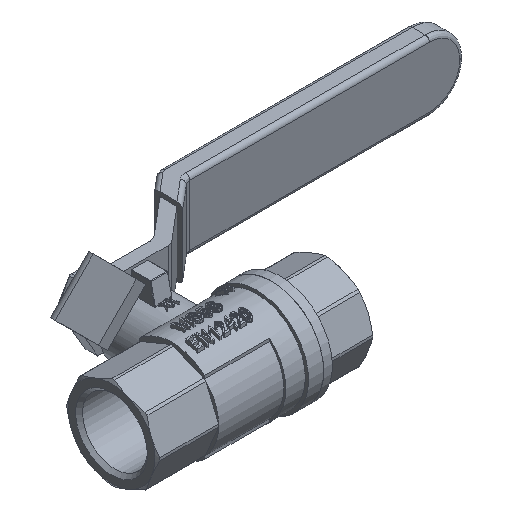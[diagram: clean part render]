
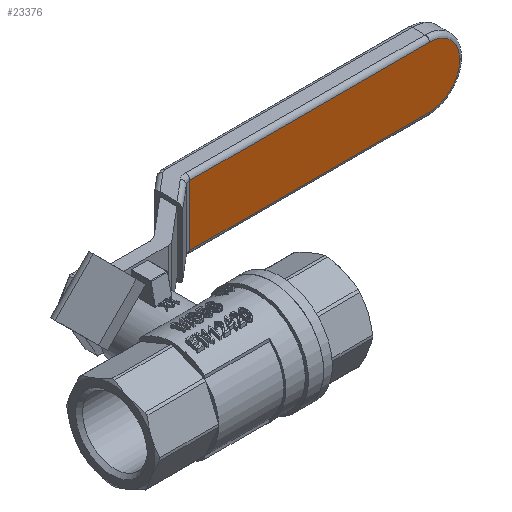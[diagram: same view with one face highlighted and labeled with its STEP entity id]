
A CAD part, isometric view. The second image highlights one B-rep face of the part: STEP entity #23376.
In plain terms, the highlighted planar face has unit normal (0, -1, 0).
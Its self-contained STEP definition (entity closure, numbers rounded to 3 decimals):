
#3122=LINE('',#51015,#4649);
#3123=LINE('',#51017,#4650);
#3124=LINE('',#51019,#4651);
#4649=VECTOR('',#42300,1000.);
#4650=VECTOR('',#42301,1000.);
#4651=VECTOR('',#42302,1000.);
#5869=PLANE('',#34602);
#12508=ORIENTED_EDGE('',*,*,#16319,.F.);
#12509=ORIENTED_EDGE('',*,*,#16320,.F.);
#12510=ORIENTED_EDGE('',*,*,#16321,.T.);
#12511=ORIENTED_EDGE('',*,*,#16322,.T.);
#12512=ORIENTED_EDGE('',*,*,#16323,.T.);
#16319=EDGE_CURVE('',#18776,#18777,#19213,.T.);
#16320=EDGE_CURVE('',#18778,#18776,#19214,.T.);
#16321=EDGE_CURVE('',#18778,#18779,#3122,.T.);
#16322=EDGE_CURVE('',#18779,#18780,#3123,.T.);
#16323=EDGE_CURVE('',#18780,#18777,#3124,.T.);
#18776=VERTEX_POINT('',#51011);
#18777=VERTEX_POINT('',#51012);
#18778=VERTEX_POINT('',#51014);
#18779=VERTEX_POINT('',#51016);
#18780=VERTEX_POINT('',#51018);
#19213=CIRCLE('',#34603,7.);
#19214=CIRCLE('',#34604,7.);
#20548=EDGE_LOOP('',(#12508,#12509,#12510,#12511,#12512));
#21958=FACE_BOUND('',#20548,.T.);
#23376=ADVANCED_FACE('',(#21958),#5869,.T.);
#34602=AXIS2_PLACEMENT_3D('',#51009,#42294,#42295);
#34603=AXIS2_PLACEMENT_3D('',#51010,#42296,#42297);
#34604=AXIS2_PLACEMENT_3D('',#51013,#42298,#42299);
#42294=DIRECTION('',(0.,-1.,0.));
#42295=DIRECTION('',(-1.,0.,0.));
#42296=DIRECTION('',(0.,1.,0.));
#42297=DIRECTION('',(1.,0.,0.));
#42298=DIRECTION('',(0.,1.,0.));
#42299=DIRECTION('',(0.,0.,1.));
#42300=DIRECTION('',(-1.,0.,0.));
#42301=DIRECTION('',(0.,0.,-1.));
#42302=DIRECTION('',(1.,0.,0.));
#51009=CARTESIAN_POINT('',(87.5,39.5,-14.));
#51010=CARTESIAN_POINT('',(79.5,39.5,-14.));
#51011=CARTESIAN_POINT('',(86.5,39.5,-14.));
#51012=CARTESIAN_POINT('',(79.5,39.5,-21.));
#51013=CARTESIAN_POINT('',(79.5,39.5,-14.));
#51014=CARTESIAN_POINT('',(79.5,39.5,-7.));
#51015=CARTESIAN_POINT('',(51.854,39.5,-7.));
#51016=CARTESIAN_POINT('',(24.207,39.5,-7.));
#51017=CARTESIAN_POINT('',(24.207,39.5,-14.));
#51018=CARTESIAN_POINT('',(24.207,39.5,-21.));
#51019=CARTESIAN_POINT('',(51.853,39.5,-21.));
